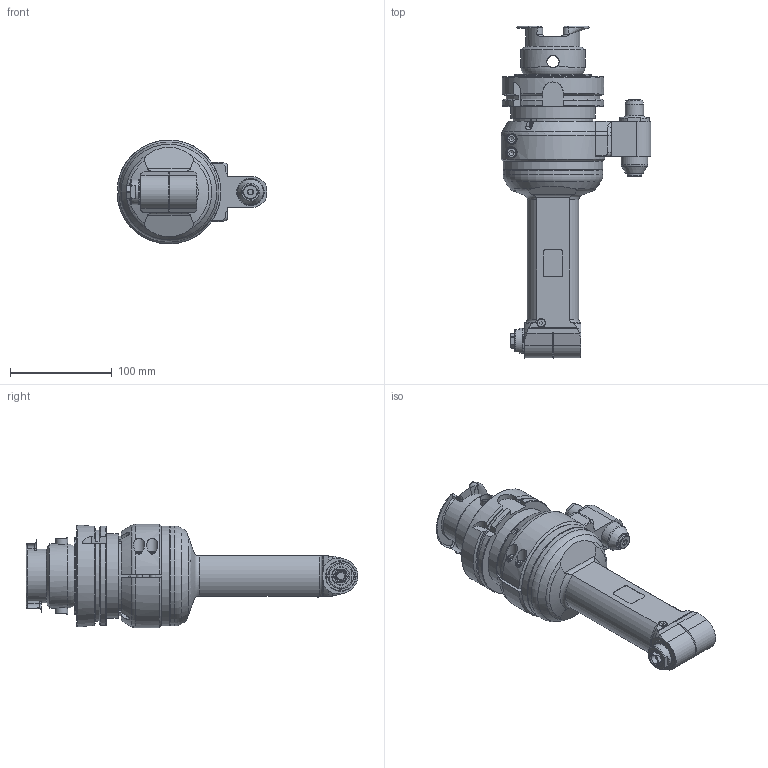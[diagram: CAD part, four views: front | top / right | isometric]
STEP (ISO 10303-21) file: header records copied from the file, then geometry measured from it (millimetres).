
FILE_DESCRIPTION(/* description */ (''),/* implementation_level */ '2;1');
FILE_NAME(/* name */ '9.F90.07L00-4H100.stp',/* time_stamp */ '2026-01-20T13:14:59-05:00',/* author */ ('jkrenzer'),/* organization */ (''),/* preprocessor_version */ 'ST-DEVELOPER v20',/* originating_system */ 'Autodesk Inventor 2025',/* authorisation */ '');
FILE_SCHEMA (('AUTOMOTIVE_DESIGN { 1 0 10303 214 3 1 1 }'));
Length unit declared in the file: millimetre
Products named in the file (8): 9.F90.07L00-4H100; 9_GA1_518_2  (Type 1, H100A, 80mm); 9FL1ATC; 9F18T180_ASM; 9F18T180A; 9F18T180B; 9HSK1001ATC; 9_F90_07L00
Assembly tree (7 placements, depth 4):
  9.F90.07L00-4H100
    9_GA1_518_2  (Type 1, H100A, 80mm)
      9FL1ATC
      9F18T180_ASM
        9F18T180A
        9F18T180B
      9HSK1001ATC
    9_F90_07L00
Bounding box: 147.23 x 325.94 x 101.99 mm (x, y, z)
Volume: 1204959.9 mm3; surface area: 167788.9 mm2
Topology: 5 solids, 5 shells, 532 faces, 1343 edges, 869 vertices
Faces by surface type: plane 249, cylinder 138, cone 100, torus 37, bspline 6, sphere 2
Full cylindrical faces by diameter (mm): 2.5 x3, 2.6 x10, 3 x2, 5 x4, 6 x4, 6.5 x1, 7 x1, 7.5 x1, 8 x2, 8.5 x1, 9 x1, 10 x5, 10.4 x2, 10.8 x1, 11 x1, 11.6 x1, 12 x4, 12.5 x1, 14 x1, 18 x3, 18.6 x1, 24.5 x1, 25 x1, 26 x1, 27 x1, 53 x2, 63 x1, 65 x1, 75.369 x1, 83 x1
Entity records: 58035 total; most frequent: CARTESIAN_POINT 45275, ORIENTED_EDGE 2660, DIRECTION 2593, EDGE_CURVE 1330, AXIS2_PLACEMENT_3D 997, VERTEX_POINT 869, EDGE_LOOP 606, LINE 599
